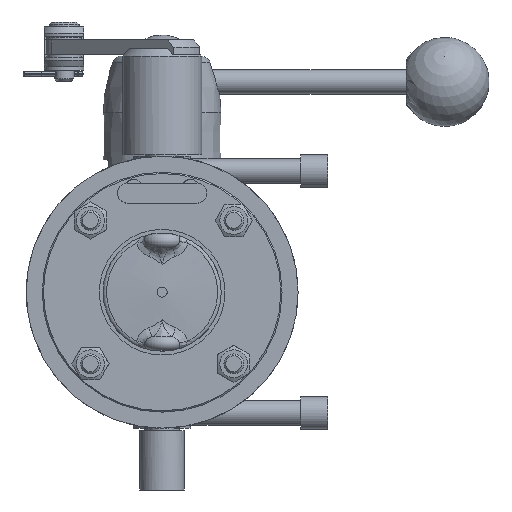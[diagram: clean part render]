
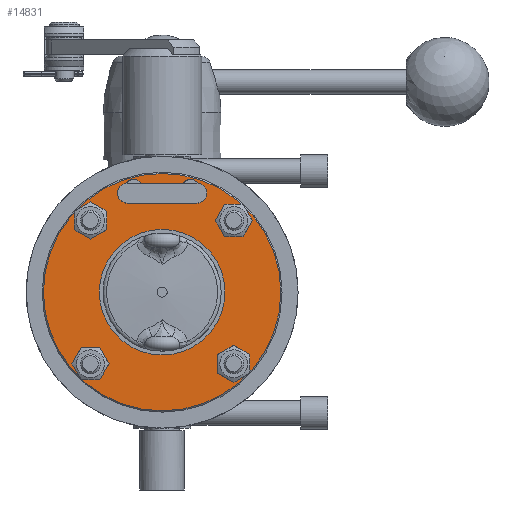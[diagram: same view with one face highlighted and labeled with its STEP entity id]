
A CAD part, left-side view. The second image highlights one B-rep face of the part: STEP entity #14831.
In plain terms, the highlighted planar face has unit normal (-1, 0, 0).
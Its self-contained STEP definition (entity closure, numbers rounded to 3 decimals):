
#14483=CARTESIAN_POINT('',(-101.,11.5,38.4));
#14484=VERTEX_POINT('',#14483);
#14485=CARTESIAN_POINT('',(-101.,11.5,42.));
#14486=DIRECTION('',(1.0,0.0,0.0));
#14487=DIRECTION('',(0.0,0.0,-1.0));
#14488=AXIS2_PLACEMENT_3D('',#14485,#14486,#14487);
#14489=CIRCLE('',#14488,3.6);
#14490=EDGE_CURVE('',#14484,#14484,#14489,.T.);
#14520=CARTESIAN_POINT('',(-101.,-11.5,38.4));
#14521=VERTEX_POINT('',#14520);
#14522=CARTESIAN_POINT('',(-101.,-11.5,42.));
#14523=DIRECTION('',(1.0,0.0,0.0));
#14524=DIRECTION('',(0.0,0.0,-1.0));
#14525=AXIS2_PLACEMENT_3D('',#14522,#14523,#14524);
#14526=CIRCLE('',#14525,3.6);
#14527=EDGE_CURVE('',#14521,#14521,#14526,.T.);
#14750=CARTESIAN_POINT('',(-101.,-48.,0.));
#14751=VERTEX_POINT('',#14750);
#14752=CARTESIAN_POINT('',(-101.,0.,0.));
#14753=DIRECTION('',(1.0,0.0,0.0));
#14754=DIRECTION('',(0.0,1.0,0.0));
#14755=AXIS2_PLACEMENT_3D('',#14752,#14753,#14754);
#14756=CIRCLE('',#14755,48.);
#14757=EDGE_CURVE('',#14751,#14751,#14756,.T.);
#14762=CARTESIAN_POINT('',(-101.,-36.95,0.));
#14763=DIRECTION('',(-1.0,0.0,0.0));
#14764=DIRECTION('',(0.0,0.0,-1.0));
#14765=AXIS2_PLACEMENT_3D('',#14762,#14763,#14764);
#14766=PLANE('',#14765);
#14767=ORIENTED_EDGE('',*,*,#14757,.F.);
#14768=EDGE_LOOP('',(#14767));
#14769=FACE_OUTER_BOUND('',#14768,.T.);
#14770=CARTESIAN_POINT('',(-101.,28.991,23.341));
#14771=VERTEX_POINT('',#14770);
#14772=CARTESIAN_POINT('',(-101.,28.991,28.991));
#14773=DIRECTION('',(1.0,0.0,0.0));
#14774=DIRECTION('',(0.0,0.0,-1.0));
#14775=AXIS2_PLACEMENT_3D('',#14772,#14773,#14774);
#14776=CIRCLE('',#14775,5.65);
#14777=EDGE_CURVE('',#14771,#14771,#14776,.T.);
#14778=ORIENTED_EDGE('',*,*,#14777,.T.);
#14779=EDGE_LOOP('',(#14778));
#14780=FACE_BOUND('',#14779,.T.);
#14781=CARTESIAN_POINT('',(-101.,23.341,-28.991));
#14782=VERTEX_POINT('',#14781);
#14783=CARTESIAN_POINT('',(-101.,28.991,-28.991));
#14784=DIRECTION('',(1.0,0.0,0.0));
#14785=DIRECTION('',(0.0,-1.0,0.0));
#14786=AXIS2_PLACEMENT_3D('',#14783,#14784,#14785);
#14787=CIRCLE('',#14786,5.65);
#14788=EDGE_CURVE('',#14782,#14782,#14787,.T.);
#14789=ORIENTED_EDGE('',*,*,#14788,.T.);
#14790=EDGE_LOOP('',(#14789));
#14791=FACE_BOUND('',#14790,.T.);
#14792=CARTESIAN_POINT('',(-101.,-28.991,-23.341));
#14793=VERTEX_POINT('',#14792);
#14794=CARTESIAN_POINT('',(-101.,-28.991,-28.991));
#14795=DIRECTION('',(1.0,0.0,0.0));
#14796=DIRECTION('',(0.0,0.0,1.0));
#14797=AXIS2_PLACEMENT_3D('',#14794,#14795,#14796);
#14798=CIRCLE('',#14797,5.65);
#14799=EDGE_CURVE('',#14793,#14793,#14798,.T.);
#14800=ORIENTED_EDGE('',*,*,#14799,.T.);
#14801=EDGE_LOOP('',(#14800));
#14802=FACE_BOUND('',#14801,.T.);
#14803=CARTESIAN_POINT('',(-101.,-23.341,28.991));
#14804=VERTEX_POINT('',#14803);
#14805=CARTESIAN_POINT('',(-101.,-28.991,28.991));
#14806=DIRECTION('',(1.0,0.0,0.0));
#14807=DIRECTION('',(0.0,1.0,0.0));
#14808=AXIS2_PLACEMENT_3D('',#14805,#14806,#14807);
#14809=CIRCLE('',#14808,5.65);
#14810=EDGE_CURVE('',#14804,#14804,#14809,.T.);
#14811=ORIENTED_EDGE('',*,*,#14810,.T.);
#14812=EDGE_LOOP('',(#14811));
#14813=FACE_BOUND('',#14812,.T.);
#14814=ORIENTED_EDGE('',*,*,#14490,.T.);
#14815=EDGE_LOOP('',(#14814));
#14816=FACE_BOUND('',#14815,.T.);
#14817=ORIENTED_EDGE('',*,*,#14527,.T.);
#14818=EDGE_LOOP('',(#14817));
#14819=FACE_BOUND('',#14818,.T.);
#14820=CARTESIAN_POINT('',(-101.,-25.4,0.));
#14821=VERTEX_POINT('',#14820);
#14822=CARTESIAN_POINT('',(-101.,0.,0.));
#14823=DIRECTION('',(-1.0,0.0,0.0));
#14824=DIRECTION('',(0.0,-1.0,0.0));
#14825=AXIS2_PLACEMENT_3D('',#14822,#14823,#14824);
#14826=CIRCLE('',#14825,25.4);
#14827=EDGE_CURVE('',#14821,#14821,#14826,.T.);
#14828=ORIENTED_EDGE('',*,*,#14827,.F.);
#14829=EDGE_LOOP('',(#14828));
#14830=FACE_BOUND('',#14829,.T.);
#14831=ADVANCED_FACE('',(#14769,#14780,#14791,#14802,#14813,#14816,#14819,#14830),#14766,.T.);
